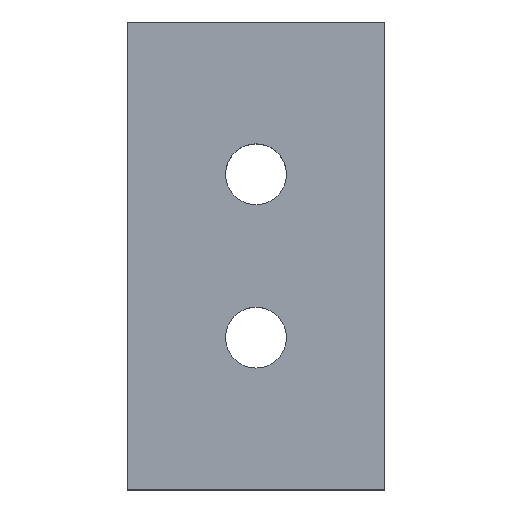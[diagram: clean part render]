
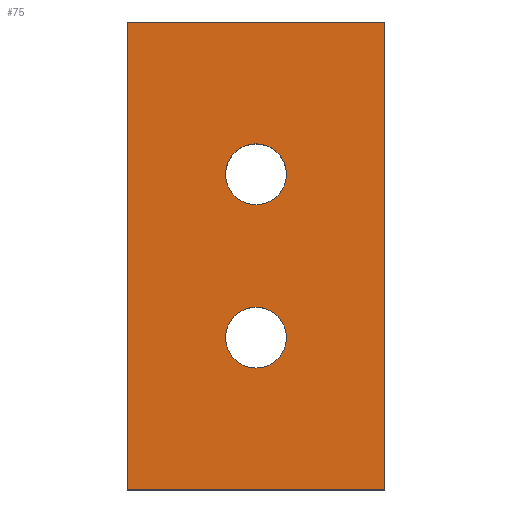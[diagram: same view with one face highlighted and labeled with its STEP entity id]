
A CAD part, top view. The second image highlights one B-rep face of the part: STEP entity #75.
In plain terms, the highlighted planar face has unit normal (0, 0, 1).
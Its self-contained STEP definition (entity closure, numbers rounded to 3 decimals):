
#75=ADVANCED_FACE('',(#84,#85,#86),#87,.F.);
#84=FACE_BOUND('',#106,.T.);
#85=FACE_BOUND('',#107,.T.);
#86=FACE_OUTER_BOUND('',#108,.T.);
#87=PLANE('',#109);
#106=EDGE_LOOP('',(#128));
#107=EDGE_LOOP('',(#129));
#108=EDGE_LOOP('',(#130,#131,#132,#133));
#109=AXIS2_PLACEMENT_3D('',#134,#135,#136);
#128=ORIENTED_EDGE('',*,*,#184,.F.);
#129=ORIENTED_EDGE('',*,*,#185,.F.);
#130=ORIENTED_EDGE('',*,*,#186,.F.);
#131=ORIENTED_EDGE('',*,*,#187,.F.);
#132=ORIENTED_EDGE('',*,*,#188,.F.);
#133=ORIENTED_EDGE('',*,*,#189,.F.);
#134=CARTESIAN_POINT('',(0.0,0.0,0.0));
#135=DIRECTION('',(0.0,0.0,-1.0));
#136=DIRECTION('',(-1.0,0.0,0.0));
#184=EDGE_CURVE('',#200,#200,#201,.T.);
#185=EDGE_CURVE('',#202,#202,#203,.T.);
#186=EDGE_CURVE('',#204,#205,#206,.T.);
#187=EDGE_CURVE('',#207,#204,#208,.T.);
#188=EDGE_CURVE('',#209,#207,#210,.T.);
#189=EDGE_CURVE('',#205,#209,#211,.T.);
#200=VERTEX_POINT('',#228);
#201=CIRCLE('',#229,19.5);
#202=VERTEX_POINT('',#230);
#203=CIRCLE('',#231,19.5);
#204=VERTEX_POINT('',#232);
#205=VERTEX_POINT('',#233);
#206=LINE('',#234,#235);
#207=VERTEX_POINT('',#236);
#208=LINE('',#237,#238);
#209=VERTEX_POINT('',#239);
#210=LINE('',#240,#241);
#211=LINE('',#242,#243);
#228=CARTESIAN_POINT('',(-63.0,97.6,0.0));
#229=AXIS2_PLACEMENT_3D('',#268,#269,#270);
#230=CARTESIAN_POINT('',(-63.0,202.35,0.0));
#231=AXIS2_PLACEMENT_3D('',#271,#272,#273);
#232=CARTESIAN_POINT('',(0.0,0.0,0.0));
#233=CARTESIAN_POINT('',(-165.0,0.0,0.0));
#234=CARTESIAN_POINT('',(0.0,0.0,0.0));
#235=VECTOR('',#274,1.0);
#236=CARTESIAN_POINT('',(0.0,300.0,0.0));
#237=CARTESIAN_POINT('',(0.0,300.0,0.0));
#238=VECTOR('',#275,1.0);
#239=CARTESIAN_POINT('',(-165.0,300.0,0.0));
#240=CARTESIAN_POINT('',(-165.0,300.0,0.0));
#241=VECTOR('',#276,1.0);
#242=CARTESIAN_POINT('',(-165.0,0.0,0.0));
#243=VECTOR('',#277,1.0);
#268=CARTESIAN_POINT('',(-82.5,97.6,0.0));
#269=DIRECTION('',(0.0,0.0,1.0));
#270=DIRECTION('',(1.0,0.0,0.0));
#271=CARTESIAN_POINT('',(-82.5,202.35,0.0));
#272=DIRECTION('',(0.0,0.0,1.0));
#273=DIRECTION('',(1.0,0.0,0.0));
#274=DIRECTION('',(-1.0,0.0,0.0));
#275=DIRECTION('',(0.0,-1.0,0.0));
#276=DIRECTION('',(1.0,0.0,0.0));
#277=DIRECTION('',(0.0,1.0,0.0));
